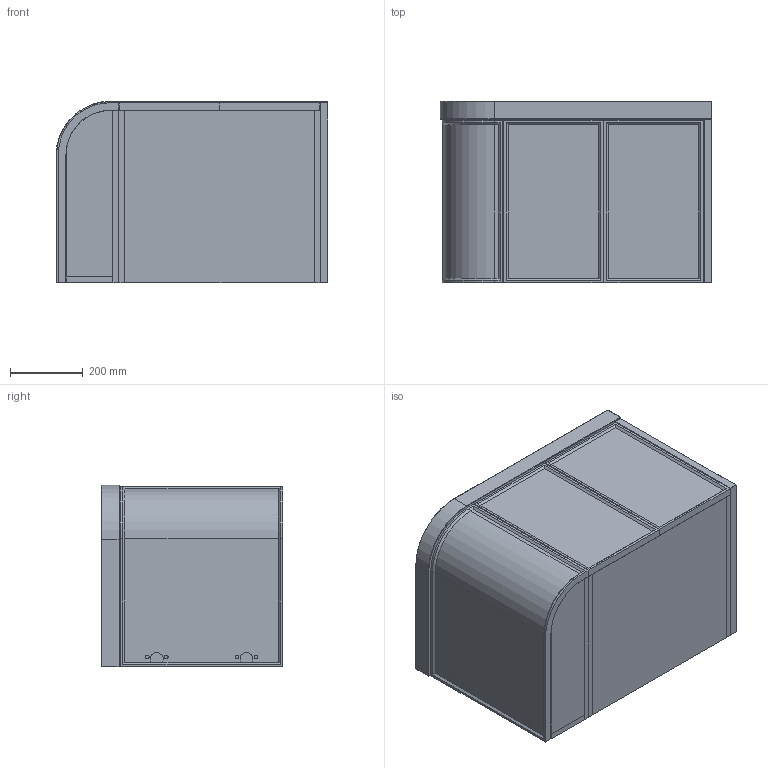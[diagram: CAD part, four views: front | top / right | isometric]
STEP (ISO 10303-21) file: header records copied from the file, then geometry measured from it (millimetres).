
FILE_DESCRIPTION (( 'STEP AP214' ), '1' );
FILE_NAME ('2355588.STEP', '2023-09-29T00:41:46', ( '' ), ( '' ), 'SwSTEP 2.0', 'SolidWorks 2021', '' );
FILE_SCHEMA (( 'AUTOMOTIVE_DESIGN' ));
Length unit declared in the file: millimetre
Products named in the file (9): 900 Door Kado Era; Filler Panel; 2355588; Kado Era Curved End Panel; Kado Era 900 Carcass (DOOR); 750 Benchtop (50mm) SINGLE END (NO CUTOUT); Kado Era 750 (Door) SINGLE END; End Carcass LEFT
Assembly tree (9 placements, depth 4):
  2355588
    Kado Era 750 (Door) SINGLE END
      Kado Era 900 Carcass (DOOR)
      Kado Era Curved End Panel
      End Carcass LEFT
      900 Door Kado Era  x2
        900 Door Kado Era
      Filler Panel
      750 Benchtop (50mm) SINGLE END (NO CUTOUT)
Bounding box: 748.5 x 500 x 500 mm (x, y, z)
Volume: 42664328.9 mm3; surface area: 5887180.8 mm2
Topology: 16 solids, 16 shells, 254 faces, 531 edges, 334 vertices
Faces by surface type: plane 161, cylinder 81, sphere 8, cone 4
Entity records: 7243 total; most frequent: DIRECTION 1177, CARTESIAN_POINT 1074, ORIENTED_EDGE 998, EDGE_CURVE 499, AXIS2_PLACEMENT_3D 421, LINE 335, VECTOR 335, VERTEX_POINT 318
